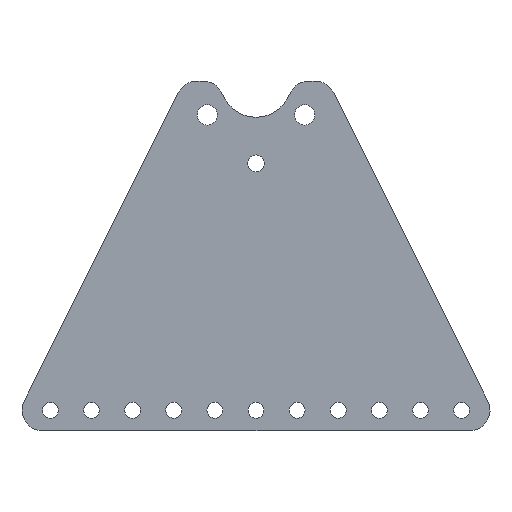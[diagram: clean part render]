
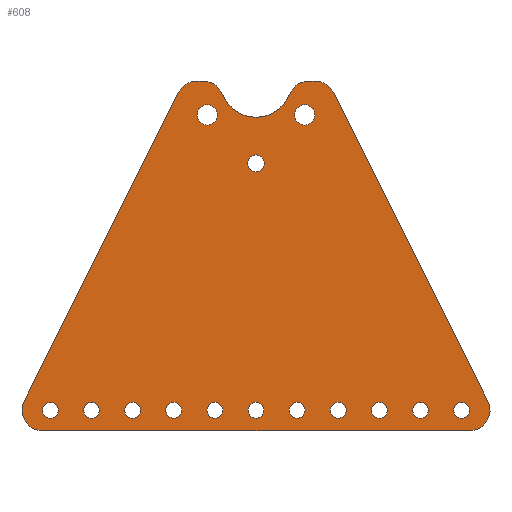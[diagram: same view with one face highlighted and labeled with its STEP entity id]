
A CAD part, front view. The second image highlights one B-rep face of the part: STEP entity #608.
In plain terms, the highlighted planar face has unit normal (0, -1, 0).
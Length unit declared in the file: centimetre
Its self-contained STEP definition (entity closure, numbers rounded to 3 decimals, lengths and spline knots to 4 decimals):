
#110=PLANE('',#678);
#115=VECTOR('',#690,1.);
#119=VECTOR('',#701,1.);
#125=VECTOR('',#726,1.);
#129=VECTOR('',#737,1.);
#132=VECTOR('',#747,1.);
#137=LINE('',#848,#115);
#141=LINE('',#860,#119);
#147=LINE('',#884,#125);
#151=LINE('',#896,#129);
#154=LINE('',#905,#132);
#157=VERTEX_POINT('',#839);
#158=VERTEX_POINT('',#841);
#160=VERTEX_POINT('',#847);
#162=VERTEX_POINT('',#853);
#164=VERTEX_POINT('',#859);
#166=VERTEX_POINT('',#865);
#168=VERTEX_POINT('',#871);
#170=VERTEX_POINT('',#877);
#172=VERTEX_POINT('',#883);
#174=VERTEX_POINT('',#889);
#176=VERTEX_POINT('',#895);
#178=VERTEX_POINT('',#901);
#180=VERTEX_POINT('',#910);
#182=VERTEX_POINT('',#915);
#184=VERTEX_POINT('',#920);
#186=VERTEX_POINT('',#925);
#188=VERTEX_POINT('',#930);
#190=VERTEX_POINT('',#935);
#192=VERTEX_POINT('',#940);
#194=VERTEX_POINT('',#945);
#196=VERTEX_POINT('',#950);
#198=VERTEX_POINT('',#955);
#200=VERTEX_POINT('',#960);
#202=VERTEX_POINT('',#965);
#204=VERTEX_POINT('',#970);
#206=VERTEX_POINT('',#975);
#208=CIRCLE('',#611,1.27);
#210=CIRCLE('',#615,1.27);
#212=CIRCLE('',#619,1.27);
#214=CIRCLE('',#622,2.2225);
#216=CIRCLE('',#625,1.27);
#218=CIRCLE('',#629,1.27);
#220=CIRCLE('',#633,1.27);
#222=CIRCLE('',#637,0.4889);
#224=CIRCLE('',#640,0.4889);
#226=CIRCLE('',#643,0.4889);
#228=CIRCLE('',#646,0.4889);
#230=CIRCLE('',#649,0.4889);
#232=CIRCLE('',#652,0.4889);
#234=CIRCLE('',#655,0.4889);
#236=CIRCLE('',#658,0.4889);
#238=CIRCLE('',#661,0.4889);
#240=CIRCLE('',#664,0.625);
#242=CIRCLE('',#667,0.625);
#244=CIRCLE('',#670,0.525);
#246=CIRCLE('',#673,0.4889);
#248=CIRCLE('',#676,0.489);
#251=EDGE_CURVE('',#157,#158,#208,.T.);
#255=EDGE_CURVE('',#157,#160,#137,.T.);
#258=EDGE_CURVE('',#162,#160,#210,.T.);
#261=EDGE_CURVE('',#162,#164,#141,.T.);
#264=EDGE_CURVE('',#166,#164,#212,.T.);
#267=EDGE_CURVE('',#166,#168,#214,.T.);
#270=EDGE_CURVE('',#170,#168,#216,.T.);
#273=EDGE_CURVE('',#170,#172,#147,.T.);
#276=EDGE_CURVE('',#174,#172,#218,.T.);
#279=EDGE_CURVE('',#174,#176,#151,.T.);
#282=EDGE_CURVE('',#178,#176,#220,.T.);
#284=EDGE_CURVE('',#178,#158,#154,.T.);
#286=EDGE_CURVE('',#180,#180,#222,.T.);
#288=EDGE_CURVE('',#182,#182,#224,.T.);
#290=EDGE_CURVE('',#184,#184,#226,.T.);
#292=EDGE_CURVE('',#186,#186,#228,.T.);
#294=EDGE_CURVE('',#188,#188,#230,.T.);
#296=EDGE_CURVE('',#190,#190,#232,.T.);
#298=EDGE_CURVE('',#192,#192,#234,.T.);
#300=EDGE_CURVE('',#194,#194,#236,.T.);
#302=EDGE_CURVE('',#196,#196,#238,.T.);
#304=EDGE_CURVE('',#198,#198,#240,.T.);
#306=EDGE_CURVE('',#200,#200,#242,.T.);
#308=EDGE_CURVE('',#202,#202,#244,.T.);
#310=EDGE_CURVE('',#204,#204,#246,.T.);
#312=EDGE_CURVE('',#206,#206,#248,.T.);
#415=ORIENTED_EDGE('',*,*,#312,.T.);
#416=ORIENTED_EDGE('',*,*,#310,.T.);
#417=ORIENTED_EDGE('',*,*,#308,.T.);
#418=ORIENTED_EDGE('',*,*,#306,.T.);
#419=ORIENTED_EDGE('',*,*,#304,.T.);
#420=ORIENTED_EDGE('',*,*,#302,.T.);
#421=ORIENTED_EDGE('',*,*,#300,.T.);
#422=ORIENTED_EDGE('',*,*,#298,.T.);
#423=ORIENTED_EDGE('',*,*,#296,.T.);
#424=ORIENTED_EDGE('',*,*,#294,.T.);
#425=ORIENTED_EDGE('',*,*,#292,.T.);
#426=ORIENTED_EDGE('',*,*,#290,.T.);
#427=ORIENTED_EDGE('',*,*,#288,.T.);
#428=ORIENTED_EDGE('',*,*,#286,.T.);
#429=ORIENTED_EDGE('',*,*,#284,.T.);
#430=ORIENTED_EDGE('',*,*,#251,.F.);
#431=ORIENTED_EDGE('',*,*,#255,.T.);
#432=ORIENTED_EDGE('',*,*,#258,.F.);
#433=ORIENTED_EDGE('',*,*,#261,.T.);
#434=ORIENTED_EDGE('',*,*,#264,.F.);
#435=ORIENTED_EDGE('',*,*,#267,.T.);
#436=ORIENTED_EDGE('',*,*,#270,.F.);
#437=ORIENTED_EDGE('',*,*,#273,.T.);
#438=ORIENTED_EDGE('',*,*,#276,.F.);
#439=ORIENTED_EDGE('',*,*,#279,.T.);
#440=ORIENTED_EDGE('',*,*,#282,.F.);
#496=EDGE_LOOP('',(#415));
#497=EDGE_LOOP('',(#416));
#498=EDGE_LOOP('',(#417));
#499=EDGE_LOOP('',(#418));
#500=EDGE_LOOP('',(#419));
#501=EDGE_LOOP('',(#420));
#502=EDGE_LOOP('',(#421));
#503=EDGE_LOOP('',(#422));
#504=EDGE_LOOP('',(#423));
#505=EDGE_LOOP('',(#424));
#506=EDGE_LOOP('',(#425));
#507=EDGE_LOOP('',(#426));
#508=EDGE_LOOP('',(#427));
#509=EDGE_LOOP('',(#428));
#510=EDGE_LOOP('',(#429,#430,#431,#432,#433,#434,#435,#436,#437,#438,#439,
#440));
#566=FACE_BOUND('',#496,.T.);
#567=FACE_BOUND('',#497,.T.);
#568=FACE_BOUND('',#498,.T.);
#569=FACE_BOUND('',#499,.T.);
#570=FACE_BOUND('',#500,.T.);
#571=FACE_BOUND('',#501,.T.);
#572=FACE_BOUND('',#502,.T.);
#573=FACE_BOUND('',#503,.T.);
#574=FACE_BOUND('',#504,.T.);
#575=FACE_BOUND('',#505,.T.);
#576=FACE_BOUND('',#506,.T.);
#577=FACE_BOUND('',#507,.T.);
#578=FACE_BOUND('',#508,.T.);
#579=FACE_BOUND('',#509,.T.);
#580=FACE_BOUND('',#510,.T.);
#608=ADVANCED_FACE('',(#566,#567,#568,#569,#570,#571,#572,#573,#574,#575,
#576,#577,#578,#579,#580),#110,.F.);
#611=AXIS2_PLACEMENT_3D('',#840,#684,#685);
#615=AXIS2_PLACEMENT_3D('',#854,#696,#697);
#619=AXIS2_PLACEMENT_3D('',#866,#707,#708);
#622=AXIS2_PLACEMENT_3D('',#872,#714,#715);
#625=AXIS2_PLACEMENT_3D('',#878,#721,#722);
#629=AXIS2_PLACEMENT_3D('',#890,#732,#733);
#633=AXIS2_PLACEMENT_3D('',#902,#743,#744);
#637=AXIS2_PLACEMENT_3D('',#909,#752,#753);
#640=AXIS2_PLACEMENT_3D('',#914,#758,#759);
#643=AXIS2_PLACEMENT_3D('',#919,#764,#765);
#646=AXIS2_PLACEMENT_3D('',#924,#770,#771);
#649=AXIS2_PLACEMENT_3D('',#929,#776,#777);
#652=AXIS2_PLACEMENT_3D('',#934,#782,#783);
#655=AXIS2_PLACEMENT_3D('',#939,#788,#789);
#658=AXIS2_PLACEMENT_3D('',#944,#794,#795);
#661=AXIS2_PLACEMENT_3D('',#949,#800,#801);
#664=AXIS2_PLACEMENT_3D('',#954,#806,#807);
#667=AXIS2_PLACEMENT_3D('',#959,#812,#813);
#670=AXIS2_PLACEMENT_3D('',#964,#818,#819);
#673=AXIS2_PLACEMENT_3D('',#969,#824,#825);
#676=AXIS2_PLACEMENT_3D('',#974,#830,#831);
#678=AXIS2_PLACEMENT_3D('',#977,#833,$);
#684=DIRECTION('',(0.,1.,0.));
#685=DIRECTION('',(1.27,0.,0.));
#690=DIRECTION('',(-0.447,0.,0.894));
#696=DIRECTION('',(0.,1.,0.));
#697=DIRECTION('',(1.27,0.,0.));
#701=DIRECTION('',(-1.,0.,0.));
#707=DIRECTION('',(0.,1.,0.));
#708=DIRECTION('',(1.27,0.,0.));
#714=DIRECTION('',(0.,1.,0.));
#715=DIRECTION('',(2.222,0.,0.));
#721=DIRECTION('',(0.,1.,0.));
#722=DIRECTION('',(1.27,0.,0.));
#726=DIRECTION('',(-1.,0.,0.));
#732=DIRECTION('',(0.,1.,0.));
#733=DIRECTION('',(1.27,0.,0.));
#737=DIRECTION('',(-0.447,0.,-0.894));
#743=DIRECTION('',(0.,1.,0.));
#744=DIRECTION('',(1.27,0.,0.));
#747=DIRECTION('',(1.,0.,0.));
#752=DIRECTION('',(0.,1.,0.));
#753=DIRECTION('',(0.489,0.,0.));
#758=DIRECTION('',(0.,1.,0.));
#759=DIRECTION('',(0.489,0.,0.));
#764=DIRECTION('',(0.,1.,0.));
#765=DIRECTION('',(0.489,0.,0.));
#770=DIRECTION('',(0.,1.,0.));
#771=DIRECTION('',(0.489,0.,0.));
#776=DIRECTION('',(0.,1.,0.));
#777=DIRECTION('',(0.489,0.,0.));
#782=DIRECTION('',(0.,1.,0.));
#783=DIRECTION('',(0.489,0.,0.));
#788=DIRECTION('',(0.,1.,0.));
#789=DIRECTION('',(0.489,0.,0.));
#794=DIRECTION('',(0.,1.,0.));
#795=DIRECTION('',(0.489,0.,0.));
#800=DIRECTION('',(0.,1.,0.));
#801=DIRECTION('',(0.489,0.,0.));
#806=DIRECTION('',(0.,1.,0.));
#807=DIRECTION('',(0.625,0.,0.));
#812=DIRECTION('',(0.,1.,0.));
#813=DIRECTION('',(0.625,0.,0.));
#818=DIRECTION('',(0.,1.,0.));
#819=DIRECTION('',(0.525,0.,0.));
#824=DIRECTION('',(0.,1.,0.));
#825=DIRECTION('',(0.489,0.,0.));
#830=DIRECTION('',(0.,1.,0.));
#831=DIRECTION('',(0.489,0.,0.));
#833=DIRECTION('',(0.,1.,0.));
#839=CARTESIAN_POINT('',(29.561,0.,1.838));
#840=CARTESIAN_POINT('',(28.4251,0.,1.27));
#841=CARTESIAN_POINT('',(28.4251,0.,0.));
#847=CARTESIAN_POINT('',(20.036,0.,20.888));
#848=CARTESIAN_POINT('',(29.561,0.,1.838));
#853=CARTESIAN_POINT('',(18.9001,0.,21.59));
#854=CARTESIAN_POINT('',(18.9001,0.,20.32));
#859=CARTESIAN_POINT('',(18.4934,0.,21.59));
#860=CARTESIAN_POINT('',(18.9001,0.,21.59));
#865=CARTESIAN_POINT('',(17.3103,0.,20.7818));
#866=CARTESIAN_POINT('',(18.4934,0.,20.32));
#871=CARTESIAN_POINT('',(13.1697,0.,20.7818));
#872=CARTESIAN_POINT('',(15.24,0.,21.59));
#877=CARTESIAN_POINT('',(11.9866,0.,21.59));
#878=CARTESIAN_POINT('',(11.9866,0.,20.32));
#883=CARTESIAN_POINT('',(11.5799,0.,21.59));
#884=CARTESIAN_POINT('',(11.9866,0.,21.59));
#889=CARTESIAN_POINT('',(10.444,0.,20.888));
#890=CARTESIAN_POINT('',(11.5799,0.,20.32));
#895=CARTESIAN_POINT('',(0.919,0.,1.838));
#896=CARTESIAN_POINT('',(10.444,0.,20.888));
#901=CARTESIAN_POINT('',(2.0549,0.,0.));
#902=CARTESIAN_POINT('',(2.0549,0.,1.27));
#905=CARTESIAN_POINT('',(2.0549,0.,0.));
#909=CARTESIAN_POINT('',(7.62,0.,1.27));
#910=CARTESIAN_POINT('',(8.109,0.,1.27));
#914=CARTESIAN_POINT('',(10.16,0.,1.27));
#915=CARTESIAN_POINT('',(10.649,0.,1.27));
#919=CARTESIAN_POINT('',(12.7,0.,1.27));
#920=CARTESIAN_POINT('',(13.189,0.,1.27));
#924=CARTESIAN_POINT('',(15.24,0.,1.27));
#925=CARTESIAN_POINT('',(15.729,0.,1.27));
#929=CARTESIAN_POINT('',(17.78,0.,1.27));
#930=CARTESIAN_POINT('',(18.269,0.,1.27));
#934=CARTESIAN_POINT('',(20.32,0.,1.27));
#935=CARTESIAN_POINT('',(20.809,0.,1.27));
#939=CARTESIAN_POINT('',(22.86,0.,1.27));
#940=CARTESIAN_POINT('',(23.349,0.,1.27));
#944=CARTESIAN_POINT('',(25.4,0.,1.27));
#945=CARTESIAN_POINT('',(25.889,0.,1.27));
#949=CARTESIAN_POINT('',(2.54,0.,1.27));
#950=CARTESIAN_POINT('',(3.029,0.,1.27));
#954=CARTESIAN_POINT('',(12.24,0.,19.51));
#955=CARTESIAN_POINT('',(12.865,0.,19.51));
#959=CARTESIAN_POINT('',(18.24,0.,19.51));
#960=CARTESIAN_POINT('',(18.865,0.,19.51));
#964=CARTESIAN_POINT('',(15.24,0.,16.51));
#965=CARTESIAN_POINT('',(15.765,0.,16.51));
#969=CARTESIAN_POINT('',(27.94,0.,1.27));
#970=CARTESIAN_POINT('',(28.429,0.,1.27));
#974=CARTESIAN_POINT('',(5.08,0.,1.27));
#975=CARTESIAN_POINT('',(5.569,0.,1.27));
#977=CARTESIAN_POINT('',(15.24,0.,8.551));
